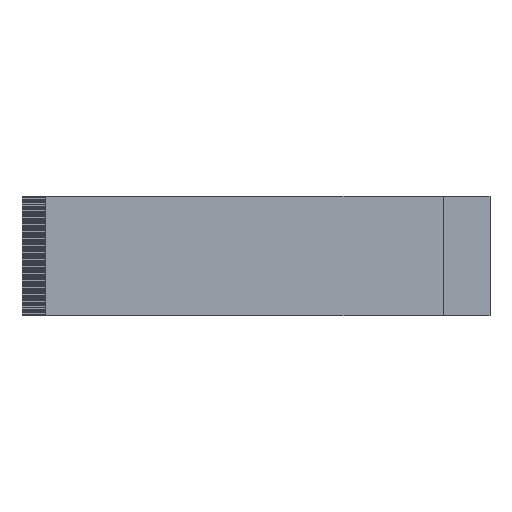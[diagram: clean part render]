
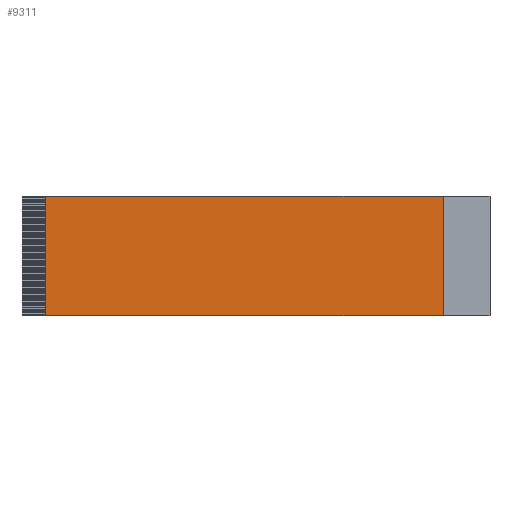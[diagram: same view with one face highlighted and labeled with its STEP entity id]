
A CAD part, top view. The second image highlights one B-rep face of the part: STEP entity #9311.
In plain terms, the highlighted planar face has unit normal (0, 0, 1).
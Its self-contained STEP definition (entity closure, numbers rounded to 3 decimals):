
#665=ORIENTED_EDGE('',*,*,#2699,.F.);
#666=ORIENTED_EDGE('',*,*,#2348,.F.);
#667=ORIENTED_EDGE('',*,*,#2700,.T.);
#668=ORIENTED_EDGE('',*,*,#2338,.T.);
#2338=EDGE_CURVE('',#3382,#3381,#4009,.T.);
#2348=EDGE_CURVE('',#3389,#3169,#4018,.T.);
#2699=EDGE_CURVE('',#3169,#3381,#4369,.T.);
#2700=EDGE_CURVE('',#3389,#3382,#4370,.T.);
#3169=VERTEX_POINT('',#11547);
#3381=VERTEX_POINT('',#11981);
#3382=VERTEX_POINT('',#11983);
#3389=VERTEX_POINT('',#12002);
#4009=LINE('',#11982,#5051);
#4018=LINE('',#12003,#5060);
#4369=LINE('',#12754,#5411);
#4370=LINE('',#12755,#5412);
#5051=VECTOR('',#10077,1000.);
#5060=VECTOR('',#10088,1000.);
#5411=VECTOR('',#10643,1000.);
#5412=VECTOR('',#10644,1000.);
#5985=EDGE_LOOP('',(#665,#666,#667,#668));
#6305=FACE_BOUND('',#5985,.T.);
#6625=PLANE('',#9638);
#9311=ADVANCED_FACE('',(#6305),#6625,.F.);
#9638=AXIS2_PLACEMENT_3D('',#12753,#10641,#10642);
#10077=DIRECTION('',(1.,0.,0.));
#10088=DIRECTION('',(1.,0.,0.));
#10641=DIRECTION('',(0.,0.,-1.));
#10642=DIRECTION('',(-1.,0.,0.));
#10643=DIRECTION('',(0.,-1.,0.));
#10644=DIRECTION('',(0.,-1.,0.));
#11547=CARTESIAN_POINT('',(40.,12.75,0.095));
#11981=CARTESIAN_POINT('',(40.,-12.75,0.095));
#11982=CARTESIAN_POINT('',(-45.,-12.75,0.095));
#11983=CARTESIAN_POINT('',(-45.,-12.75,0.095));
#12002=CARTESIAN_POINT('',(-45.,12.75,0.095));
#12003=CARTESIAN_POINT('',(-45.,12.75,0.095));
#12753=CARTESIAN_POINT('',(-45.,12.75,0.095));
#12754=CARTESIAN_POINT('',(40.,12.75,0.095));
#12755=CARTESIAN_POINT('',(-45.,12.75,0.095));
